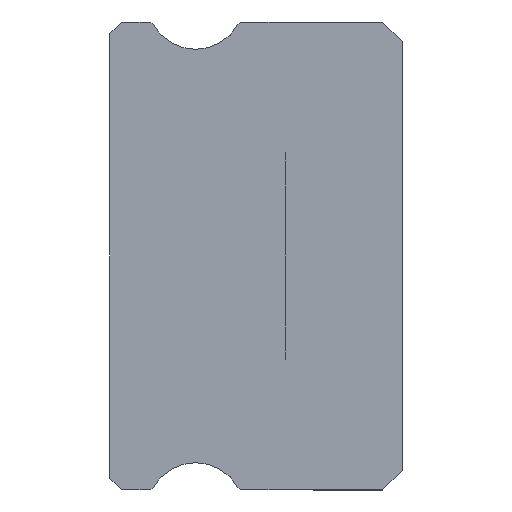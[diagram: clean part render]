
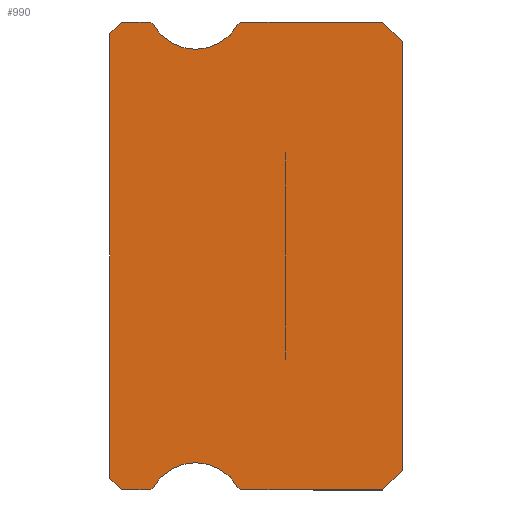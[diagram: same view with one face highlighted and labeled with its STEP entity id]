
A CAD part, left-side view. The second image highlights one B-rep face of the part: STEP entity #990.
In plain terms, the highlighted planar face has unit normal (-1, 0, 0).
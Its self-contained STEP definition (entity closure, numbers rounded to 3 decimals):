
#11 = EDGE_CURVE ( 'NONE', #6271, #5888, #6198, .T. ) ;
#37 = ORIENTED_EDGE ( 'NONE', *, *, #5126, .T. ) ;
#75 = AXIS2_PLACEMENT_3D ( 'NONE', #5713, #1201, #327 ) ;
#86 = EDGE_LOOP ( 'NONE', ( #4359, #435, #1806, #5574, #5967, #2225, #2409, #2089, #2791, #37, #3064, #2686, #4863, #3259, #6112, #4964, #1888 ) ) ;
#93 = VERTEX_POINT ( 'NONE', #5268 ) ;
#95 = CIRCLE ( 'NONE', #3685, 0.15 ) ;
#183 = AXIS2_PLACEMENT_3D ( 'NONE', #5344, #4326, #4357 ) ;
#327 = DIRECTION ( 'NONE',  ( 0., 0., -1. ) ) ;
#355 = CARTESIAN_POINT ( 'NONE',  ( -5., 7.5, 5.85 ) ) ;
#435 = ORIENTED_EDGE ( 'NONE', *, *, #1666, .F. ) ;
#447 = DIRECTION ( 'NONE',  ( 1., 0., 0. ) ) ;
#456 = CARTESIAN_POINT ( 'NONE',  ( -5., 0., -5.5 ) ) ;
#541 = EDGE_CURVE ( 'NONE', #5057, #2596, #6204, .T. ) ;
#589 = EDGE_CURVE ( 'NONE', #4414, #3116, #918, .T. ) ;
#617 = CARTESIAN_POINT ( 'NONE',  ( -5., 0.5, -6. ) ) ;
#721 = LINE ( 'NONE', #5103, #5753 ) ;
#747 = CARTESIAN_POINT ( 'NONE',  ( -5., 6.512, -6. ) ) ;
#849 = DIRECTION ( 'NONE',  ( 0., 0.707, -0.707 ) ) ;
#918 = LINE ( 'NONE', #1905, #2289 ) ;
#946 = CARTESIAN_POINT ( 'NONE',  ( -5., 6.512, 5.85 ) ) ;
#990 = ADVANCED_FACE ( 'NONE', ( #2442 ), #1540, .F. ) ;
#1080 = AXIS2_PLACEMENT_3D ( 'NONE', #6258, #1844, #3795 ) ;
#1081 = CARTESIAN_POINT ( 'NONE',  ( -5., 6.512, -6. ) ) ;
#1084 = CARTESIAN_POINT ( 'NONE',  ( -5., 7.5, -5.7 ) ) ;
#1155 = CARTESIAN_POINT ( 'NONE',  ( -5., 0., 5.5 ) ) ;
#1171 = EDGE_CURVE ( 'NONE', #3188, #5057, #1634, .T. ) ;
#1201 = DIRECTION ( 'NONE',  ( 1., 0., 0. ) ) ;
#1233 = CARTESIAN_POINT ( 'NONE',  ( -5., 6.512, 6. ) ) ;
#1425 = DIRECTION ( 'NONE',  ( 0., -0.707, -0.707 ) ) ;
#1485 = EDGE_CURVE ( 'NONE', #1871, #4414, #6126, .T. ) ;
#1538 = VERTEX_POINT ( 'NONE', #2158 ) ;
#1540 = PLANE ( 'NONE',  #4652 ) ;
#1634 = LINE ( 'NONE', #2599, #1997 ) ;
#1666 = EDGE_CURVE ( 'NONE', #4162, #5014, #2882, .T. ) ;
#1687 = CIRCLE ( 'NONE', #1080, 1.25 ) ;
#1719 = EDGE_CURVE ( 'NONE', #93, #5883, #1687, .T. ) ;
#1798 = CARTESIAN_POINT ( 'NONE',  ( -5., 7.2, -6. ) ) ;
#1806 = ORIENTED_EDGE ( 'NONE', *, *, #2452, .T. ) ;
#1816 = CARTESIAN_POINT ( 'NONE',  ( -5., 4.088, 6. ) ) ;
#1828 = DIRECTION ( 'NONE',  ( -1., 0., 0. ) ) ;
#1844 = DIRECTION ( 'NONE',  ( -1., 0., 0. ) ) ;
#1871 = VERTEX_POINT ( 'NONE', #1816 ) ;
#1888 = ORIENTED_EDGE ( 'NONE', *, *, #2853, .T. ) ;
#1905 = CARTESIAN_POINT ( 'NONE',  ( -5., 0.5, 6. ) ) ;
#1919 = AXIS2_PLACEMENT_3D ( 'NONE', #2790, #1828, #4270 ) ;
#1939 = AXIS2_PLACEMENT_3D ( 'NONE', #1979, #3925, #5902 ) ;
#1954 = LINE ( 'NONE', #456, #2968 ) ;
#1979 = CARTESIAN_POINT ( 'NONE',  ( -5., 5.3, 6.55 ) ) ;
#1997 = VECTOR ( 'NONE', #2114, 1000. ) ;
#2082 = VERTEX_POINT ( 'NONE', #2364 ) ;
#2084 = EDGE_CURVE ( 'NONE', #2533, #5014, #6290, .T. ) ;
#2089 = ORIENTED_EDGE ( 'NONE', *, *, #1171, .F. ) ;
#2114 = DIRECTION ( 'NONE',  ( 0., 1., 0. ) ) ;
#2158 = CARTESIAN_POINT ( 'NONE',  ( -5., 6.512, 6. ) ) ;
#2163 = CARTESIAN_POINT ( 'NONE',  ( -5., 7.2, -6. ) ) ;
#2225 = ORIENTED_EDGE ( 'NONE', *, *, #3357, .F. ) ;
#2236 = VECTOR ( 'NONE', #4199, 1000. ) ;
#2258 = DIRECTION ( 'NONE',  ( 0., -1., 0. ) ) ;
#2289 = VECTOR ( 'NONE', #1425, 1000. ) ;
#2364 = CARTESIAN_POINT ( 'NONE',  ( -5., 6.383, -5.925 ) ) ;
#2409 = ORIENTED_EDGE ( 'NONE', *, *, #541, .F. ) ;
#2424 = EDGE_CURVE ( 'NONE', #2082, #5888, #2855, .T. ) ;
#2442 = FACE_OUTER_BOUND ( 'NONE', #86, .T. ) ;
#2452 = EDGE_CURVE ( 'NONE', #4162, #6271, #4610, .T. ) ;
#2469 = DIRECTION ( 'NONE',  ( 1., 0., 0. ) ) ;
#2533 = VERTEX_POINT ( 'NONE', #5273 ) ;
#2596 = VERTEX_POINT ( 'NONE', #2671 ) ;
#2599 = CARTESIAN_POINT ( 'NONE',  ( -5., 6.512, -6. ) ) ;
#2671 = CARTESIAN_POINT ( 'NONE',  ( -5., 4.217, -5.925 ) ) ;
#2686 = ORIENTED_EDGE ( 'NONE', *, *, #1485, .F. ) ;
#2754 = CIRCLE ( 'NONE', #183, 0.15 ) ;
#2790 = CARTESIAN_POINT ( 'NONE',  ( -5., 5.3, -6.55 ) ) ;
#2791 = ORIENTED_EDGE ( 'NONE', *, *, #5027, .F. ) ;
#2853 = EDGE_CURVE ( 'NONE', #1538, #2533, #5264, .T. ) ;
#2855 = CIRCLE ( 'NONE', #75, 0.15 ) ;
#2873 = CARTESIAN_POINT ( 'NONE',  ( -5., 7.2, 6. ) ) ;
#2882 = LINE ( 'NONE', #355, #6222 ) ;
#2914 = VERTEX_POINT ( 'NONE', #6273 ) ;
#2948 = CARTESIAN_POINT ( 'NONE',  ( -5., 4.088, -6. ) ) ;
#2968 = VECTOR ( 'NONE', #3927, 1000. ) ;
#3043 = CARTESIAN_POINT ( 'NONE',  ( -5., 4.088, 5.85 ) ) ;
#3064 = ORIENTED_EDGE ( 'NONE', *, *, #589, .F. ) ;
#3116 = VERTEX_POINT ( 'NONE', #1155 ) ;
#3188 = VERTEX_POINT ( 'NONE', #617 ) ;
#3259 = ORIENTED_EDGE ( 'NONE', *, *, #4503, .F. ) ;
#3289 = CARTESIAN_POINT ( 'NONE',  ( -5., 0.5, 6. ) ) ;
#3357 = EDGE_CURVE ( 'NONE', #2596, #2082, #4690, .T. ) ;
#3668 = DIRECTION ( 'NONE',  ( 0., -1., 0. ) ) ;
#3685 = AXIS2_PLACEMENT_3D ( 'NONE', #3043, #2469, #5981 ) ;
#3744 = VECTOR ( 'NONE', #3668, 1000. ) ;
#3759 = DIRECTION ( 'NONE',  ( 0., 0., -1. ) ) ;
#3795 = DIRECTION ( 'NONE',  ( 0., 0., -1. ) ) ;
#3925 = DIRECTION ( 'NONE',  ( -1., 0., 0. ) ) ;
#3927 = DIRECTION ( 'NONE',  ( 0., 0.707, -0.707 ) ) ;
#3988 = VECTOR ( 'NONE', #4766, 1000. ) ;
#3999 = CIRCLE ( 'NONE', #1939, 1.25 ) ;
#4138 = AXIS2_PLACEMENT_3D ( 'NONE', #4737, #447, #3759 ) ;
#4162 = VERTEX_POINT ( 'NONE', #1084 ) ;
#4199 = DIRECTION ( 'NONE',  ( 0., -0.707, -0.707 ) ) ;
#4270 = DIRECTION ( 'NONE',  ( 0., 0., -1. ) ) ;
#4326 = DIRECTION ( 'NONE',  ( 1., 0., 0. ) ) ;
#4357 = DIRECTION ( 'NONE',  ( 0., 0., -1. ) ) ;
#4359 = ORIENTED_EDGE ( 'NONE', *, *, #2084, .T. ) ;
#4414 = VERTEX_POINT ( 'NONE', #3289 ) ;
#4432 = DIRECTION ( 'NONE',  ( 0., 0., -1. ) ) ;
#4448 = CARTESIAN_POINT ( 'NONE',  ( -5., 5.3, 5.3 ) ) ;
#4503 = EDGE_CURVE ( 'NONE', #5883, #4554, #3999, .T. ) ;
#4554 = VERTEX_POINT ( 'NONE', #5577 ) ;
#4610 = LINE ( 'NONE', #2163, #2236 ) ;
#4652 = AXIS2_PLACEMENT_3D ( 'NONE', #946, #5870, #4432 ) ;
#4660 = CARTESIAN_POINT ( 'NONE',  ( -5., 7.5, 5.7 ) ) ;
#4690 = CIRCLE ( 'NONE', #1919, 1.25 ) ;
#4737 = CARTESIAN_POINT ( 'NONE',  ( -5., 4.088, -5.85 ) ) ;
#4766 = DIRECTION ( 'NONE',  ( 0., 1., 0. ) ) ;
#4849 = CARTESIAN_POINT ( 'NONE',  ( -5., 7.5, 5.7 ) ) ;
#4863 = ORIENTED_EDGE ( 'NONE', *, *, #5393, .F. ) ;
#4964 = ORIENTED_EDGE ( 'NONE', *, *, #5726, .F. ) ;
#5014 = VERTEX_POINT ( 'NONE', #4849 ) ;
#5027 = EDGE_CURVE ( 'NONE', #2914, #3188, #1954, .T. ) ;
#5057 = VERTEX_POINT ( 'NONE', #2948 ) ;
#5103 = CARTESIAN_POINT ( 'NONE',  ( -5., 0., 5.5 ) ) ;
#5126 = EDGE_CURVE ( 'NONE', #2914, #3116, #721, .T. ) ;
#5264 = LINE ( 'NONE', #2873, #3988 ) ;
#5268 = CARTESIAN_POINT ( 'NONE',  ( -5., 6.383, 5.925 ) ) ;
#5273 = CARTESIAN_POINT ( 'NONE',  ( -5., 7.2, 6. ) ) ;
#5338 = VECTOR ( 'NONE', #849, 1000. ) ;
#5344 = CARTESIAN_POINT ( 'NONE',  ( -5., 6.512, 5.85 ) ) ;
#5393 = EDGE_CURVE ( 'NONE', #4554, #1871, #95, .T. ) ;
#5524 = DIRECTION ( 'NONE',  ( 0., 0., 1. ) ) ;
#5574 = ORIENTED_EDGE ( 'NONE', *, *, #11, .T. ) ;
#5577 = CARTESIAN_POINT ( 'NONE',  ( -5., 4.217, 5.925 ) ) ;
#5713 = CARTESIAN_POINT ( 'NONE',  ( -5., 6.512, -5.85 ) ) ;
#5726 = EDGE_CURVE ( 'NONE', #1538, #93, #2754, .T. ) ;
#5753 = VECTOR ( 'NONE', #5524, 1000. ) ;
#5806 = DIRECTION ( 'NONE',  ( 0., 0., 1. ) ) ;
#5870 = DIRECTION ( 'NONE',  ( 1., 0., 0. ) ) ;
#5883 = VERTEX_POINT ( 'NONE', #4448 ) ;
#5888 = VERTEX_POINT ( 'NONE', #1081 ) ;
#5902 = DIRECTION ( 'NONE',  ( 0., 0., -1. ) ) ;
#5967 = ORIENTED_EDGE ( 'NONE', *, *, #2424, .F. ) ;
#5981 = DIRECTION ( 'NONE',  ( 0., 0., -1. ) ) ;
#6107 = VECTOR ( 'NONE', #2258, 1000. ) ;
#6112 = ORIENTED_EDGE ( 'NONE', *, *, #1719, .F. ) ;
#6126 = LINE ( 'NONE', #1233, #6107 ) ;
#6198 = LINE ( 'NONE', #747, #3744 ) ;
#6204 = CIRCLE ( 'NONE', #4138, 0.15 ) ;
#6222 = VECTOR ( 'NONE', #5806, 1000. ) ;
#6258 = CARTESIAN_POINT ( 'NONE',  ( -5., 5.3, 6.55 ) ) ;
#6271 = VERTEX_POINT ( 'NONE', #1798 ) ;
#6273 = CARTESIAN_POINT ( 'NONE',  ( -5., 0., -5.5 ) ) ;
#6290 = LINE ( 'NONE', #4660, #5338 ) ;
